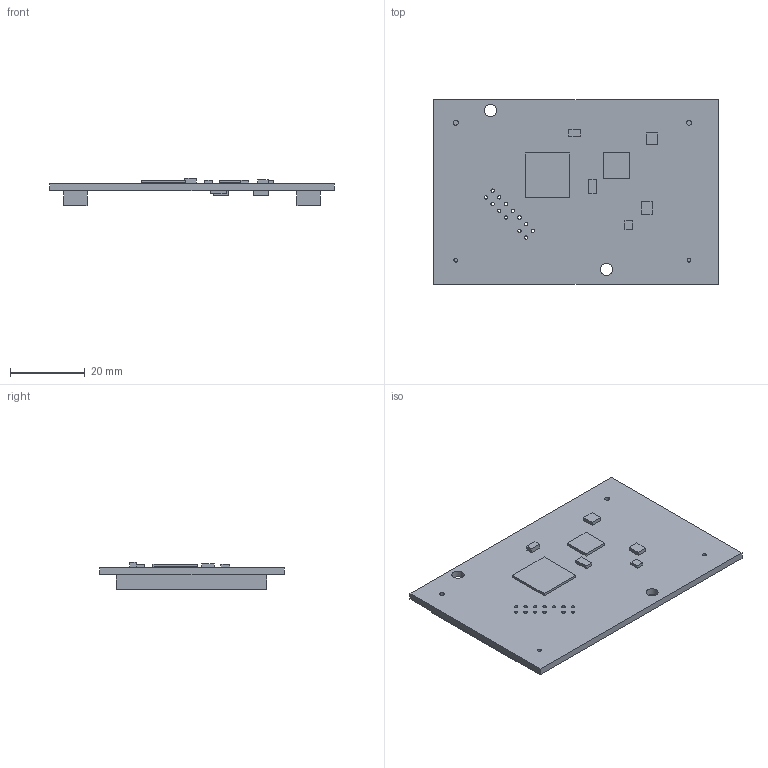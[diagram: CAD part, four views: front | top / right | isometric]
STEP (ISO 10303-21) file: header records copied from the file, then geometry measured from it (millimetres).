
FILE_DESCRIPTION(('Open CASCADE Model'),'2;1');
FILE_NAME('Open CASCADE Shape Model','2009-03-27T11:08:36',('Author'),( 'Open CASCADE'),'Open CASCADE STEP processor 6.2','Open CASCADE 6.2' ,'Unknown');
FILE_SCHEMA(('AUTOMOTIVE_DESIGN { 1 0 10303 214 1 1 1 1 }'));
Length unit declared in the file: millimetre
Products named in the file (34): PCB; Board; Y2; 399540384; Extruded; U9; 399535904; U5; 399541280; U4; 399541024; U3; 399540896; U2; 399540768; Y1; 399540128; L3; 399539616; L2; 399539872; L1; J1; 399532320; J2
Assembly tree (35 placements, depth 4):
  PCB
    Board
    Y2
      399540384
        Extruded
    U9
      399535904
        Extruded
    U5
      399541280
        Extruded
    U4
      399541024
        Extruded
    U3
      399540896
        Extruded
    U2
      399540768
        Extruded
    Y1
      399540128
        Extruded
    L3
      399539616
        Extruded
    L2
      399539872
        Extruded
    L1
      399539616
        Extruded
    J1
      399532320
        Extruded
    J2
      399532320
        Extruded
Bounding box: 76.2 x 49.53 x 7.29 mm (x, y, z)
Volume: 9132.2 mm3; surface area: 10564.9 mm2
Topology: 13 solids, 13 shells, 97 faces, 213 edges, 142 vertices
Faces by surface type: plane 78, cylinder 19
Full cylindrical faces by diameter (mm): 0.9 x13, 1 x2, 1.3 x2, 3.251 x2
Entity records: 5586 total; most frequent: DIRECTION 847, CARTESIAN_POINT 814, LINE 491, VECTOR 491, ORIENTED_EDGE 378, PCURVE 378, DEFINITIONAL_REPRESENTATION 378, EDGE_CURVE 189
